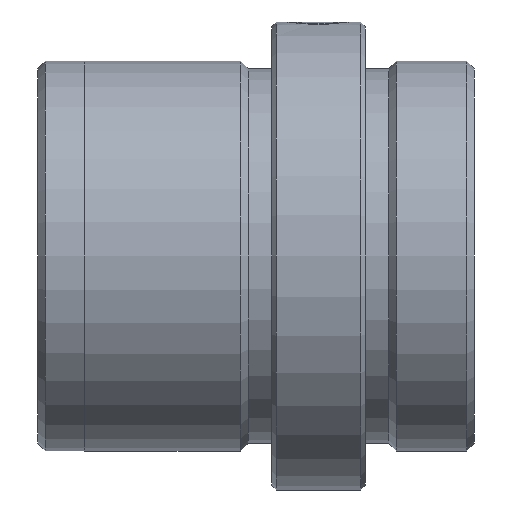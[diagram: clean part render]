
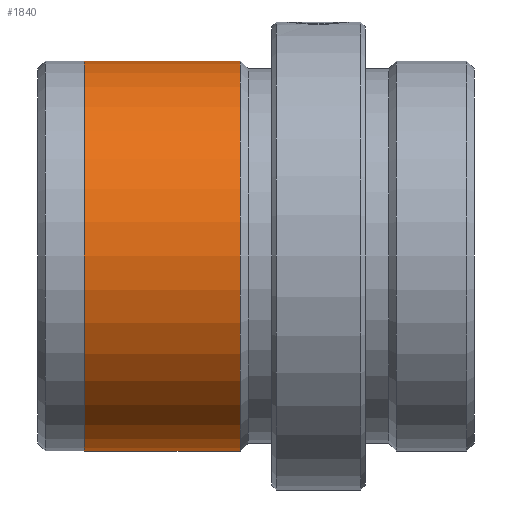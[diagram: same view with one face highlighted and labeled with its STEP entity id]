
A CAD part, left-side view. The second image highlights one B-rep face of the part: STEP entity #1840.
In plain terms, the highlighted cylindrical face has radius 12.5 mm (diameter 25 mm), a partial arc.
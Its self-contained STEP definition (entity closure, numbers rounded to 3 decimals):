
#25 = DIRECTION ( 'NONE',  ( 0., -1., 0. ) ) ;
#41 = ORIENTED_EDGE ( 'NONE', *, *, #564, .F. ) ;
#100 = DIRECTION ( 'NONE',  ( 0., 0., -1. ) ) ;
#211 = AXIS2_PLACEMENT_3D ( 'NONE', #586, #749, #100 ) ;
#236 = CARTESIAN_POINT ( 'NONE',  ( 0., 25., -12.5 ) ) ;
#283 = AXIS2_PLACEMENT_3D ( 'NONE', #1088, #1408, #292 ) ;
#292 = DIRECTION ( 'NONE',  ( 0., 0., -1. ) ) ;
#294 = FACE_OUTER_BOUND ( 'NONE', #1846, .T. ) ;
#365 = AXIS2_PLACEMENT_3D ( 'NONE', #1526, #597, #1689 ) ;
#400 = ORIENTED_EDGE ( 'NONE', *, *, #1362, .F. ) ;
#410 = EDGE_CURVE ( 'NONE', #1340, #1229, #1977, .T. ) ;
#511 = VECTOR ( 'NONE', #826, 1000. ) ;
#564 = EDGE_CURVE ( 'NONE', #1340, #1656, #1714, .T. ) ;
#586 = CARTESIAN_POINT ( 'NONE',  ( 0., 25., 0. ) ) ;
#597 = DIRECTION ( 'NONE',  ( 0., -1., 0. ) ) ;
#665 = VECTOR ( 'NONE', #25, 1000. ) ;
#688 = CIRCLE ( 'NONE', #365, 12.5 ) ;
#749 = DIRECTION ( 'NONE',  ( 0., -1., 0. ) ) ;
#826 = DIRECTION ( 'NONE',  ( 0., -1., 0. ) ) ;
#838 = CARTESIAN_POINT ( 'NONE',  ( 0., 0., -12.5 ) ) ;
#1080 = ORIENTED_EDGE ( 'NONE', *, *, #1608, .T. ) ;
#1082 = LINE ( 'NONE', #838, #665 ) ;
#1088 = CARTESIAN_POINT ( 'NONE',  ( 0., 0., 0. ) ) ;
#1099 = CYLINDRICAL_SURFACE ( 'NONE', #283, 12.5 ) ;
#1229 = VERTEX_POINT ( 'NONE', #236 ) ;
#1340 = VERTEX_POINT ( 'NONE', #1523 ) ;
#1362 = EDGE_CURVE ( 'NONE', #1656, #1421, #688, .T. ) ;
#1408 = DIRECTION ( 'NONE',  ( 0., -1., 0. ) ) ;
#1421 = VERTEX_POINT ( 'NONE', #1541 ) ;
#1440 = CARTESIAN_POINT ( 'NONE',  ( 0., 0., 12.5 ) ) ;
#1523 = CARTESIAN_POINT ( 'NONE',  ( 0., 25., 12.5 ) ) ;
#1526 = CARTESIAN_POINT ( 'NONE',  ( 0., 15., 0. ) ) ;
#1541 = CARTESIAN_POINT ( 'NONE',  ( 0., 15., -12.5 ) ) ;
#1608 = EDGE_CURVE ( 'NONE', #1229, #1421, #1082, .T. ) ;
#1616 = CARTESIAN_POINT ( 'NONE',  ( 0., 15., 12.5 ) ) ;
#1656 = VERTEX_POINT ( 'NONE', #1616 ) ;
#1689 = DIRECTION ( 'NONE',  ( 0., 0., -1. ) ) ;
#1714 = LINE ( 'NONE', #1440, #511 ) ;
#1840 = ADVANCED_FACE ( 'NONE', ( #294 ), #1099, .T. ) ;
#1846 = EDGE_LOOP ( 'NONE', ( #41, #2006, #1080, #400 ) ) ;
#1977 = CIRCLE ( 'NONE', #211, 12.5 ) ;
#2006 = ORIENTED_EDGE ( 'NONE', *, *, #410, .T. ) ;
